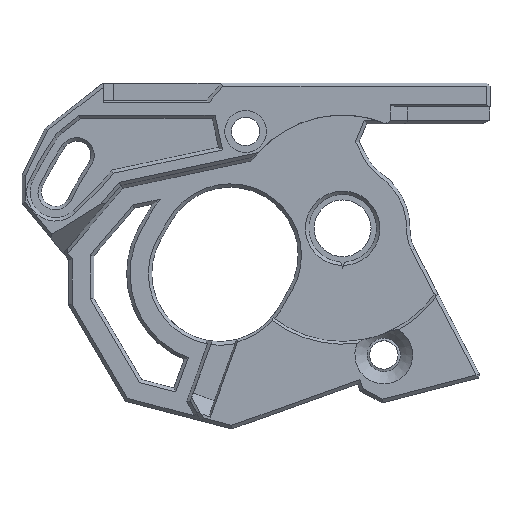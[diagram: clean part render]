
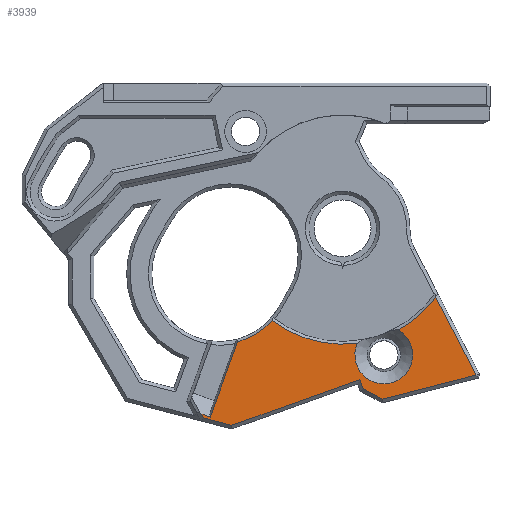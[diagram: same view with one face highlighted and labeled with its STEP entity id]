
A CAD part, top view. The second image highlights one B-rep face of the part: STEP entity #3939.
In plain terms, the highlighted planar face has unit normal (0, 0, 1).
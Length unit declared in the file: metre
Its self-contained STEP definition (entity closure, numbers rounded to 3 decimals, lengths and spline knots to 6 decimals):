
#112=CIRCLE('',#4254,0.013867);
#113=CIRCLE('',#4255,0.003457);
#114=CIRCLE('',#4256,0.013867);
#115=CIRCLE('',#4257,0.008442);
#631=ORIENTED_EDGE('',*,*,#1643,.F.);
#632=ORIENTED_EDGE('',*,*,#1354,.T.);
#633=ORIENTED_EDGE('',*,*,#1356,.T.);
#634=ORIENTED_EDGE('',*,*,#1359,.T.);
#635=ORIENTED_EDGE('',*,*,#1362,.T.);
#636=ORIENTED_EDGE('',*,*,#1365,.T.);
#637=ORIENTED_EDGE('',*,*,#1644,.F.);
#638=ORIENTED_EDGE('',*,*,#1645,.T.);
#639=ORIENTED_EDGE('',*,*,#1646,.T.);
#640=ORIENTED_EDGE('',*,*,#1647,.T.);
#641=ORIENTED_EDGE('',*,*,#1648,.T.);
#642=ORIENTED_EDGE('',*,*,#1649,.F.);
#643=ORIENTED_EDGE('',*,*,#1650,.F.);
#644=ORIENTED_EDGE('',*,*,#1651,.F.);
#1354=EDGE_CURVE('',#1925,#1928,#2279,.T.);
#1356=EDGE_CURVE('',#1928,#1930,#2281,.T.);
#1359=EDGE_CURVE('',#1930,#1932,#2284,.T.);
#1362=EDGE_CURVE('',#1932,#1934,#2287,.T.);
#1365=EDGE_CURVE('',#1934,#1936,#2290,.T.);
#1643=EDGE_CURVE('',#1925,#2129,#2499,.T.);
#1644=EDGE_CURVE('',#2130,#1936,#2500,.T.);
#1645=EDGE_CURVE('',#2130,#2131,#112,.T.);
#1646=EDGE_CURVE('',#2131,#2132,#113,.T.);
#1647=EDGE_CURVE('',#2132,#2133,#114,.T.);
#1648=EDGE_CURVE('',#2133,#2134,#115,.T.);
#1649=EDGE_CURVE('',#2135,#2134,#2501,.T.);
#1650=EDGE_CURVE('',#2136,#2135,#2502,.T.);
#1651=EDGE_CURVE('',#2129,#2136,#2503,.T.);
#1925=VERTEX_POINT('',#5598);
#1928=VERTEX_POINT('',#5603);
#1930=VERTEX_POINT('',#5608);
#1932=VERTEX_POINT('',#5614);
#1934=VERTEX_POINT('',#5620);
#1936=VERTEX_POINT('',#5626);
#2129=VERTEX_POINT('',#6190);
#2130=VERTEX_POINT('',#6192);
#2131=VERTEX_POINT('',#6194);
#2132=VERTEX_POINT('',#6196);
#2133=VERTEX_POINT('',#6198);
#2134=VERTEX_POINT('',#6200);
#2135=VERTEX_POINT('',#6202);
#2136=VERTEX_POINT('',#6204);
#2279=LINE('',#5604,#2727);
#2281=LINE('',#5609,#2729);
#2284=LINE('',#5615,#2732);
#2287=LINE('',#5621,#2735);
#2290=LINE('',#5627,#2738);
#2499=LINE('',#6189,#2947);
#2500=LINE('',#6191,#2948);
#2501=LINE('',#6201,#2949);
#2502=LINE('',#6203,#2950);
#2503=LINE('',#6205,#2951);
#2727=VECTOR('',#4450,1.);
#2729=VECTOR('',#4454,1.);
#2732=VECTOR('',#4459,1.);
#2735=VECTOR('',#4464,1.);
#2738=VECTOR('',#4469,1.);
#2947=VECTOR('',#4992,1.);
#2948=VECTOR('',#4993,1.);
#2949=VECTOR('',#5002,1.);
#2950=VECTOR('',#5003,1.);
#2951=VECTOR('',#5004,1.);
#3268=EDGE_LOOP('',(#631,#632,#633,#634,#635,#636,#637,#638,#639,#640,#641,
#642,#643,#644));
#3521=FACE_BOUND('',#3268,.T.);
#3734=PLANE('',#4253);
#3939=ADVANCED_FACE('',(#3521),#3734,.F.);
#4253=AXIS2_PLACEMENT_3D('',#6188,#4990,#4991);
#4254=AXIS2_PLACEMENT_3D('',#6193,#4994,#4995);
#4255=AXIS2_PLACEMENT_3D('',#6195,#4996,#4997);
#4256=AXIS2_PLACEMENT_3D('',#6197,#4998,#4999);
#4257=AXIS2_PLACEMENT_3D('',#6199,#5000,#5001);
#4450=DIRECTION('',(0.942,0.336,0.));
#4454=DIRECTION('',(0.342,-0.94,0.));
#4459=DIRECTION('',(0.885,-0.465,0.));
#4464=DIRECTION('',(0.968,0.251,0.));
#4469=DIRECTION('',(0.303,0.953,0.));
#4990=DIRECTION('',(0.,0.,-1.));
#4991=DIRECTION('',(0.,-1.,0.));
#4992=DIRECTION('',(-0.968,0.251,0.));
#4993=DIRECTION('',(0.46,-0.888,0.));
#4994=DIRECTION('',(0.,0.,-1.));
#4995=DIRECTION('',(-1.,0.,0.));
#4996=DIRECTION('',(0.,0.,-1.));
#4997=DIRECTION('',(-1.,0.,0.));
#4998=DIRECTION('',(0.,0.,-1.));
#4999=DIRECTION('',(-1.,0.,0.));
#5000=DIRECTION('',(0.,0.,-1.));
#5001=DIRECTION('',(-1.,0.,0.));
#5002=DIRECTION('',(0.342,0.94,0.));
#5003=DIRECTION('',(0.94,-0.342,0.));
#5004=DIRECTION('',(-0.465,0.885,0.));
#5598=CARTESIAN_POINT('',(0.070342,-0.023577,0.0064));
#5603=CARTESIAN_POINT('',(0.085647,-0.018121,0.0064));
#5604=CARTESIAN_POINT('',(0.080517,-0.01995,0.0064));
#5608=CARTESIAN_POINT('',(0.086045,-0.019216,0.0064));
#5609=CARTESIAN_POINT('',(0.079775,-0.001987,0.0064));
#5614=CARTESIAN_POINT('',(0.088398,-0.020453,0.0064));
#5615=CARTESIAN_POINT('',(0.088535,-0.020525,0.0064));
#5620=CARTESIAN_POINT('',(0.099531,-0.017571,0.0064));
#5621=CARTESIAN_POINT('',(0.07966,-0.022716,0.0064));
#5626=CARTESIAN_POINT('',(0.099554,-0.0175,0.0064));
#5627=CARTESIAN_POINT('',(0.099604,-0.017342,0.0064));
#6188=CARTESIAN_POINT('',(0.074765,-0.003811,0.0064));
#6189=CARTESIAN_POINT('',(0.067537,-0.02285,0.0064));
#6190=CARTESIAN_POINT('',(0.066914,-0.022689,0.0064));
#6191=CARTESIAN_POINT('',(0.086977,0.006805,0.0064));
#6192=CARTESIAN_POINT('',(0.094753,-0.008223,0.0064));
#6193=CARTESIAN_POINT('',(0.083587,0.,0.0064));
#6194=CARTESIAN_POINT('',(0.090258,-0.012157,0.0064));
#6195=CARTESIAN_POINT('',(0.08853,-0.015151,0.0064));
#6196=CARTESIAN_POINT('',(0.085368,-0.013752,0.0064));
#6197=CARTESIAN_POINT('',(0.083587,0.,0.0064));
#6198=CARTESIAN_POINT('',(0.07519,-0.011036,0.0064));
#6199=CARTESIAN_POINT('',(0.06889,-0.005416,0.0064));
#6200=CARTESIAN_POINT('',(0.071046,-0.013578,0.0064));
#6201=CARTESIAN_POINT('',(0.072894,-0.008501,0.0064));
#6202=CARTESIAN_POINT('',(0.067765,-0.022593,0.0064));
#6203=CARTESIAN_POINT('',(0.067496,-0.022496,0.0064));
#6204=CARTESIAN_POINT('',(0.066651,-0.022188,0.0064));
#6205=CARTESIAN_POINT('',(0.063604,-0.016396,0.0064));
